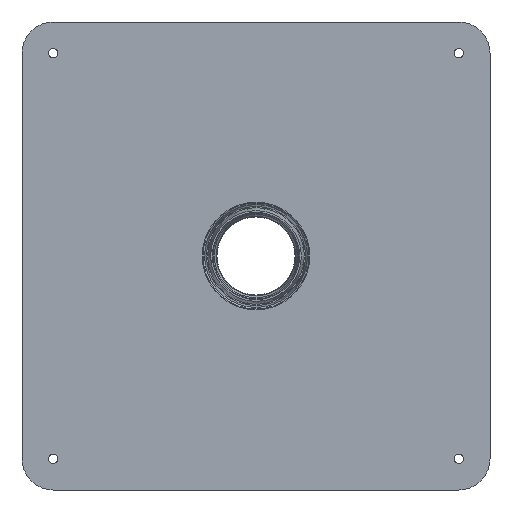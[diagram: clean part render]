
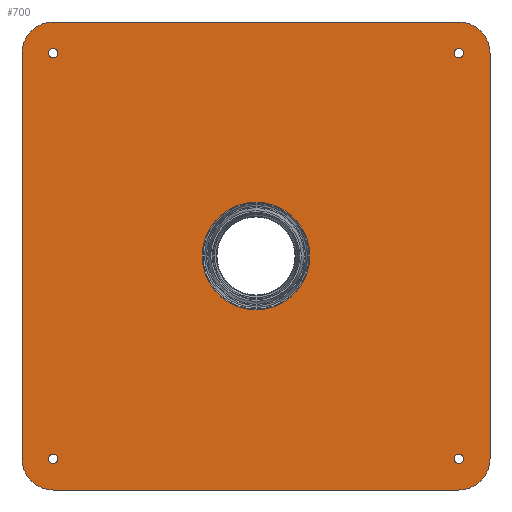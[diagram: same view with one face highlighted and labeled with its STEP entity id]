
A CAD part, left-side view. The second image highlights one B-rep face of the part: STEP entity #700.
In plain terms, the highlighted planar face has unit normal (-1, 0, 0).
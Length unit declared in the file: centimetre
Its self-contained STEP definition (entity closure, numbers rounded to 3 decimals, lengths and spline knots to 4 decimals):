
#40=FACE_BOUND('',#112,.T.);
#41=FACE_BOUND('',#113,.T.);
#42=FACE_BOUND('',#114,.T.);
#43=FACE_BOUND('',#115,.T.);
#44=FACE_BOUND('',#116,.T.);
#54=PLANE('',#757);
#68=FACE_OUTER_BOUND('',#111,.T.);
#111=EDGE_LOOP('',(#494,#495,#496,#497,#498,#499,#500,#501));
#112=EDGE_LOOP('',(#502));
#113=EDGE_LOOP('',(#503));
#114=EDGE_LOOP('',(#504));
#115=EDGE_LOOP('',(#505));
#116=EDGE_LOOP('',(#506));
#167=LINE('',#1144,#199);
#170=LINE('',#1150,#202);
#171=LINE('',#1154,#203);
#172=LINE('',#1158,#204);
#199=VECTOR('',#892,1.);
#202=VECTOR('',#897,1.);
#203=VECTOR('',#900,1.);
#204=VECTOR('',#903,1.);
#226=CIRCLE('',#743,3.);
#228=CIRCLE('',#746,3.);
#230=CIRCLE('',#749,3.);
#232=CIRCLE('',#752,3.);
#234=CIRCLE('',#755,20.);
#235=CIRCLE('',#758,20.);
#236=CIRCLE('',#759,20.);
#237=CIRCLE('',#760,20.);
#238=CIRCLE('',#761,34.4593);
#299=VERTEX_POINT('',#1112);
#301=VERTEX_POINT('',#1118);
#303=VERTEX_POINT('',#1124);
#305=VERTEX_POINT('',#1130);
#308=VERTEX_POINT('',#1137);
#309=VERTEX_POINT('',#1139);
#310=VERTEX_POINT('',#1143);
#312=VERTEX_POINT('',#1149);
#313=VERTEX_POINT('',#1151);
#314=VERTEX_POINT('',#1153);
#315=VERTEX_POINT('',#1155);
#316=VERTEX_POINT('',#1157);
#317=VERTEX_POINT('',#1160);
#367=EDGE_CURVE('',#299,#299,#226,.T.);
#370=EDGE_CURVE('',#301,#301,#228,.T.);
#373=EDGE_CURVE('',#303,#303,#230,.T.);
#376=EDGE_CURVE('',#305,#305,#232,.T.);
#379=EDGE_CURVE('',#308,#309,#234,.T.);
#381=EDGE_CURVE('',#309,#310,#167,.T.);
#384=EDGE_CURVE('',#312,#308,#170,.T.);
#385=EDGE_CURVE('',#313,#312,#235,.T.);
#386=EDGE_CURVE('',#314,#313,#171,.T.);
#387=EDGE_CURVE('',#315,#314,#236,.T.);
#388=EDGE_CURVE('',#316,#315,#172,.T.);
#389=EDGE_CURVE('',#310,#316,#237,.T.);
#390=EDGE_CURVE('',#317,#317,#238,.T.);
#494=ORIENTED_EDGE('',*,*,#379,.F.);
#495=ORIENTED_EDGE('',*,*,#384,.F.);
#496=ORIENTED_EDGE('',*,*,#385,.F.);
#497=ORIENTED_EDGE('',*,*,#386,.F.);
#498=ORIENTED_EDGE('',*,*,#387,.F.);
#499=ORIENTED_EDGE('',*,*,#388,.F.);
#500=ORIENTED_EDGE('',*,*,#389,.F.);
#501=ORIENTED_EDGE('',*,*,#381,.F.);
#502=ORIENTED_EDGE('',*,*,#367,.T.);
#503=ORIENTED_EDGE('',*,*,#370,.T.);
#504=ORIENTED_EDGE('',*,*,#373,.T.);
#505=ORIENTED_EDGE('',*,*,#376,.T.);
#506=ORIENTED_EDGE('',*,*,#390,.T.);
#700=ADVANCED_FACE('',(#68,#40,#41,#42,#43,#44),#54,.F.);
#743=AXIS2_PLACEMENT_3D('',#1114,#859,#860);
#746=AXIS2_PLACEMENT_3D('',#1120,#866,#867);
#749=AXIS2_PLACEMENT_3D('',#1126,#873,#874);
#752=AXIS2_PLACEMENT_3D('',#1132,#880,#881);
#755=AXIS2_PLACEMENT_3D('',#1140,#887,#888);
#757=AXIS2_PLACEMENT_3D('',#1148,#895,#896);
#758=AXIS2_PLACEMENT_3D('',#1152,#898,#899);
#759=AXIS2_PLACEMENT_3D('',#1156,#901,#902);
#760=AXIS2_PLACEMENT_3D('',#1159,#904,#905);
#761=AXIS2_PLACEMENT_3D('',#1161,#906,#907);
#859=DIRECTION('center_axis',(1.,0.,0.));
#860=DIRECTION('ref_axis',(0.,-1.,0.));
#866=DIRECTION('center_axis',(1.,0.,0.));
#867=DIRECTION('ref_axis',(0.,-1.,0.));
#873=DIRECTION('center_axis',(1.,0.,0.));
#874=DIRECTION('ref_axis',(0.,-1.,0.));
#880=DIRECTION('center_axis',(1.,0.,0.));
#881=DIRECTION('ref_axis',(0.,-1.,0.));
#887=DIRECTION('center_axis',(1.,0.,0.));
#888=DIRECTION('ref_axis',(0.,0.707,0.707));
#892=DIRECTION('',(0.,-1.,0.));
#895=DIRECTION('center_axis',(1.,0.,0.));
#896=DIRECTION('ref_axis',(0.,1.,0.));
#897=DIRECTION('',(0.,0.,1.));
#898=DIRECTION('center_axis',(1.,0.,0.));
#899=DIRECTION('ref_axis',(0.,0.707,-0.707));
#900=DIRECTION('',(0.,1.,0.));
#901=DIRECTION('center_axis',(1.,0.,0.));
#902=DIRECTION('ref_axis',(0.,-0.707,-0.707));
#903=DIRECTION('',(0.,0.,-1.));
#904=DIRECTION('center_axis',(1.,0.,0.));
#905=DIRECTION('ref_axis',(0.,-0.707,0.707));
#906=DIRECTION('center_axis',(1.,0.,0.));
#907=DIRECTION('ref_axis',(0.,1.,0.));
#1112=CARTESIAN_POINT('',(1671.4538,481.7354,-131.0147));
#1114=CARTESIAN_POINT('Origin',(1671.4538,478.7354,-131.0147));
#1118=CARTESIAN_POINT('',(1671.4538,481.7354,128.9853));
#1120=CARTESIAN_POINT('Origin',(1671.4538,478.7354,128.9853));
#1124=CARTESIAN_POINT('',(1671.4538,221.7354,128.9853));
#1126=CARTESIAN_POINT('Origin',(1671.4538,218.7354,128.9853));
#1130=CARTESIAN_POINT('',(1671.4538,221.7354,-131.0147));
#1132=CARTESIAN_POINT('Origin',(1671.4538,218.7354,-131.0147));
#1137=CARTESIAN_POINT('',(1671.4538,498.7354,128.9853));
#1139=CARTESIAN_POINT('',(1671.4538,478.7354,148.9853));
#1140=CARTESIAN_POINT('Origin',(1671.4538,478.7354,128.9853));
#1143=CARTESIAN_POINT('',(1671.4538,218.7354,148.9853));
#1144=CARTESIAN_POINT('',(1671.4538,348.7354,148.9853));
#1148=CARTESIAN_POINT('Origin',(1671.4538,348.7354,-1.0147));
#1149=CARTESIAN_POINT('',(1671.4538,498.7354,-131.0147));
#1150=CARTESIAN_POINT('',(1671.4538,498.7354,-1.0147));
#1151=CARTESIAN_POINT('',(1671.4538,478.7354,-151.0147));
#1152=CARTESIAN_POINT('Origin',(1671.4538,478.7354,-131.0147));
#1153=CARTESIAN_POINT('',(1671.4538,218.7354,-151.0147));
#1154=CARTESIAN_POINT('',(1671.4538,348.7354,-151.0147));
#1155=CARTESIAN_POINT('',(1671.4538,198.7354,-131.0147));
#1156=CARTESIAN_POINT('Origin',(1671.4538,218.7354,-131.0147));
#1157=CARTESIAN_POINT('',(1671.4538,198.7354,128.9853));
#1158=CARTESIAN_POINT('',(1671.4538,198.7354,-1.0147));
#1159=CARTESIAN_POINT('Origin',(1671.4538,218.7354,128.9853));
#1160=CARTESIAN_POINT('',(1671.4538,314.2761,-1.0147));
#1161=CARTESIAN_POINT('Origin',(1671.4538,348.7354,-1.0147));
